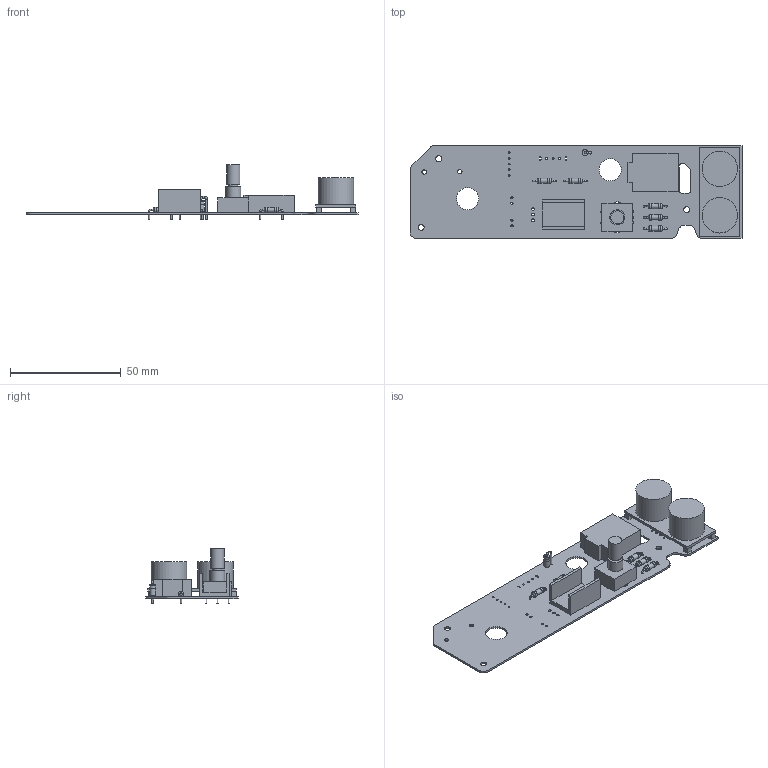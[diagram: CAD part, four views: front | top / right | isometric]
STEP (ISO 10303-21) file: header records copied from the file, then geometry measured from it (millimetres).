
FILE_DESCRIPTION(('KiCad electronic assembly'),'2;1');
FILE_NAME('cablight2.step','2024-09-23T17:41:39',('Pcbnew'),('Kicad'), 'Open CASCADE STEP processor 7.8','KiCad to STEP converter','Unknown' );
FILE_SCHEMA(('AUTOMOTIVE_DESIGN { 1 0 10303 214 1 1 1 1 }'));
Length unit declared in the file: millimetre
Products named in the file (15): cablight2 1; R_Axial_DIN0207_L6.3mm_D2.5mm_P10.16mm_Horizontal; R_Axial_DIN0207_L63mm_D25mm_P1016mm_Horizontal; QTPy; Part 1; PEC11-5mm; Part 2; RCWL-1601; D_DO-41_SOD81_P2.54mm_Vertical_KathodeUp; TO-22-Heatsink; _autosave-cablight_PCB
Assembly tree (18 placements, depth 3):
  cablight2 1
    R_Axial_DIN0207_L6.3mm_D2.5mm_P10.16mm_Horizontal  x5
      R_Axial_DIN0207_L63mm_D25mm_P1016mm_Horizontal
    QTPy
      Part 1
    PEC11-5mm
      Part 1
      Part 2
    RCWL-1601
      Part 1
    D_DO-41_SOD81_P2.54mm_Vertical_KathodeUp
      D_DO-41_SOD81_P2.54mm_Vertical_KathodeUp
    TO-22-Heatsink
      Part 1
    _autosave-cablight_PCB
Bounding box: 150 x 42 x 24.75 mm (x, y, z)
Volume: 16862.5 mm3; surface area: 19597.4 mm2
Topology: 12 solids, 12 shells, 269 faces, 605 edges, 392 vertices
Faces by surface type: cylinder 129, plane 118, torus 22
Full cylindrical faces by diameter (mm): 0.6 x20, 0.8 x27, 0.9 x3, 1 x23, 1.1 x2, 1.2 x3, 2 x2, 2.25 x5, 2.5 x10, 2.7 x5, 2.72 x1, 3.35 x1, 4 x1, 6 x1, 6.75 x1, 10 x2, 16 x2
Entity records: 6855 total; most frequent: DIRECTION 1142, CARTESIAN_POINT 1050, ORIENTED_EDGE 994, EDGE_CURVE 497, AXIS2_PLACEMENT_3D 430, FACE_BOUND 351, EDGE_LOOP 351, VERTEX_POINT 328
